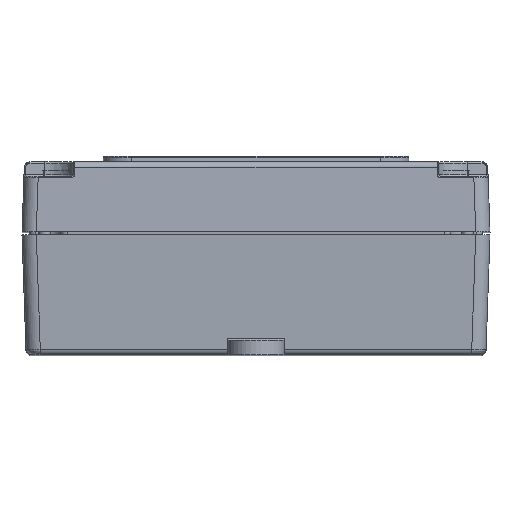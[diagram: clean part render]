
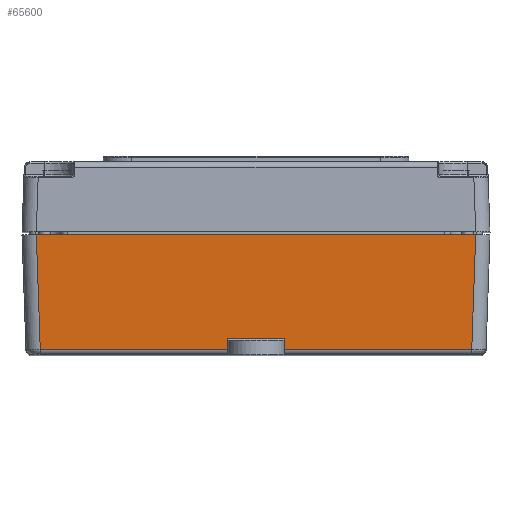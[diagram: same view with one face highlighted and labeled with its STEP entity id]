
A CAD part, top view. The second image highlights one B-rep face of the part: STEP entity #65600.
In plain terms, the highlighted planar face has unit normal (0, -0.035, 0.999).
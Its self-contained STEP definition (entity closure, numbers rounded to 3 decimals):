
#1529 = DIRECTION ( 'NONE',  ( 1., 0., 0. ) ) ;
#2107 = LINE ( 'NONE', #29830, #54736 ) ;
#2684 = DIRECTION ( 'NONE',  ( 1., 0., 0. ) ) ;
#3028 = ORIENTED_EDGE ( 'NONE', *, *, #32067, .T. ) ;
#3662 = DIRECTION ( 'NONE',  ( 1., 0., 0. ) ) ;
#3897 = VERTEX_POINT ( 'NONE', #65029 ) ;
#4770 = CARTESIAN_POINT ( 'NONE',  ( -10., 42., 107.9 ) ) ;
#5174 = CARTESIAN_POINT ( 'NONE',  ( 75.504, 1.93, 106.501 ) ) ;
#5404 = CARTESIAN_POINT ( 'NONE',  ( 76.909, 42.174, 107.906 ) ) ;
#6506 = ORIENTED_EDGE ( 'NONE', *, *, #43109, .T. ) ;
#6699 = LINE ( 'NONE', #33732, #10833 ) ;
#6857 = VECTOR ( 'NONE', #21456, 1000. ) ;
#7364 = DIRECTION ( 'NONE',  ( 0., -0.999, -0.035 ) ) ;
#8209 = VERTEX_POINT ( 'NONE', #14464 ) ;
#8662 = VERTEX_POINT ( 'NONE', #54182 ) ;
#8683 = DIRECTION ( 'NONE',  ( 0.035, -0.999, -0.035 ) ) ;
#8899 = VERTEX_POINT ( 'NONE', #57332 ) ;
#10833 = VECTOR ( 'NONE', #40070, 1000. ) ;
#12532 = CARTESIAN_POINT ( 'NONE',  ( 75.436, 1.93, 106.501 ) ) ;
#13057 = ORIENTED_EDGE ( 'NONE', *, *, #40155, .T. ) ;
#13618 = VECTOR ( 'NONE', #3662, 1000. ) ;
#13679 = VECTOR ( 'NONE', #8683, 1000. ) ;
#14133 = VERTEX_POINT ( 'NONE', #62482 ) ;
#14464 = CARTESIAN_POINT ( 'NONE',  ( -10., 1.93, 106.501 ) ) ;
#17307 = PLANE ( 'NONE',  #43262 ) ;
#18063 = DIRECTION ( 'NONE',  ( 1., 0., 0. ) ) ;
#18112 = ORIENTED_EDGE ( 'NONE', *, *, #40334, .T. ) ;
#18708 = CARTESIAN_POINT ( 'NONE',  ( -76.903, 42., 107.9 ) ) ;
#21456 = DIRECTION ( 'NONE',  ( 0., 0.999, 0.035 ) ) ;
#24163 = VECTOR ( 'NONE', #33148, 1000. ) ;
#28553 = LINE ( 'NONE', #50188, #45628 ) ;
#29752 = EDGE_CURVE ( 'NONE', #46913, #3897, #28553, .T. ) ;
#29830 = CARTESIAN_POINT ( 'NONE',  ( -10., 1.93, 106.501 ) ) ;
#31818 = LINE ( 'NONE', #4770, #6857 ) ;
#32067 = EDGE_CURVE ( 'NONE', #3897, #8662, #6699, .T. ) ;
#33148 = DIRECTION ( 'NONE',  ( 0.035, 0.999, 0.035 ) ) ;
#33563 = LINE ( 'NONE', #12532, #13618 ) ;
#33732 = CARTESIAN_POINT ( 'NONE',  ( 10., 42., 107.9 ) ) ;
#37321 = EDGE_CURVE ( 'NONE', #55747, #14133, #56355, .T. ) ;
#38117 = LINE ( 'NONE', #5404, #24163 ) ;
#39031 = CARTESIAN_POINT ( 'NONE',  ( 81.9, 42., 107.9 ) ) ;
#39442 = ORIENTED_EDGE ( 'NONE', *, *, #41103, .T. ) ;
#40070 = DIRECTION ( 'NONE',  ( 0., -0.999, -0.035 ) ) ;
#40155 = EDGE_CURVE ( 'NONE', #55747, #8899, #47378, .T. ) ;
#40334 = EDGE_CURVE ( 'NONE', #8209, #46913, #31818, .T. ) ;
#41103 = EDGE_CURVE ( 'NONE', #8662, #63370, #33563, .T. ) ;
#42176 = EDGE_LOOP ( 'NONE', ( #18112, #53630, #3028, #39442, #6506, #56491, #13057, #47879 ) ) ;
#43109 = EDGE_CURVE ( 'NONE', #63370, #14133, #38117, .T. ) ;
#43262 = AXIS2_PLACEMENT_3D ( 'NONE', #39031, #55365, #7364 ) ;
#45628 = VECTOR ( 'NONE', #1529, 1000. ) ;
#46309 = CARTESIAN_POINT ( 'NONE',  ( -76.71, 36.468, 107.707 ) ) ;
#46913 = VERTEX_POINT ( 'NONE', #49154 ) ;
#47378 = LINE ( 'NONE', #46309, #13679 ) ;
#47879 = ORIENTED_EDGE ( 'NONE', *, *, #62615, .T. ) ;
#49154 = CARTESIAN_POINT ( 'NONE',  ( -10., 5.517, 106.626 ) ) ;
#49315 = FACE_OUTER_BOUND ( 'NONE', #42176, .T. ) ;
#50188 = CARTESIAN_POINT ( 'NONE',  ( 10., 5.517, 106.626 ) ) ;
#53630 = ORIENTED_EDGE ( 'NONE', *, *, #29752, .T. ) ;
#54182 = CARTESIAN_POINT ( 'NONE',  ( 10., 1.93, 106.501 ) ) ;
#54736 = VECTOR ( 'NONE', #18063, 1000. ) ;
#55365 = DIRECTION ( 'NONE',  ( 0., -0.035, 0.999 ) ) ;
#55747 = VERTEX_POINT ( 'NONE', #18708 ) ;
#56355 = LINE ( 'NONE', #68364, #62382 ) ;
#56491 = ORIENTED_EDGE ( 'NONE', *, *, #37321, .F. ) ;
#57332 = CARTESIAN_POINT ( 'NONE',  ( -75.504, 1.93, 106.501 ) ) ;
#62382 = VECTOR ( 'NONE', #2684, 1000. ) ;
#62482 = CARTESIAN_POINT ( 'NONE',  ( 76.903, 42., 107.9 ) ) ;
#62615 = EDGE_CURVE ( 'NONE', #8899, #8209, #2107, .T. ) ;
#63370 = VERTEX_POINT ( 'NONE', #5174 ) ;
#65029 = CARTESIAN_POINT ( 'NONE',  ( 10., 5.517, 106.626 ) ) ;
#65600 = ADVANCED_FACE ( 'NONE', ( #49315 ), #17307, .T. ) ;
#68364 = CARTESIAN_POINT ( 'NONE',  ( 81.9, 42., 107.9 ) ) ;
